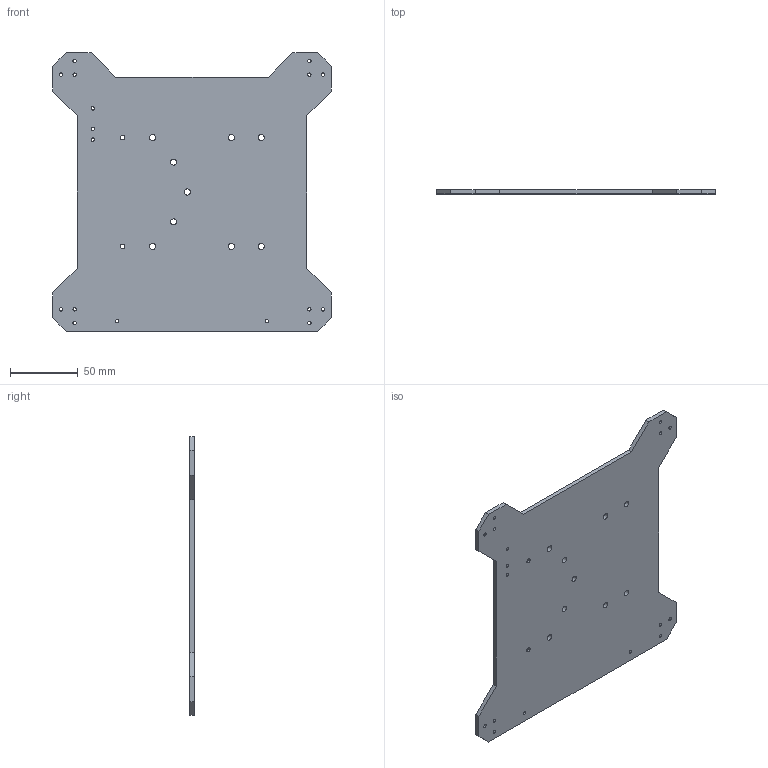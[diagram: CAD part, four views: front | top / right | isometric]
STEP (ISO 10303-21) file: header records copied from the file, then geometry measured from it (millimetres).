
FILE_DESCRIPTION (( 'STEP AP214' ), '1' );
FILE_NAME ('bed_mount_plate_Camellia.STEP', '2015-04-06T16:25:08', ( '' ), ( '' ), 'SwSTEP 2.0', 'SolidWorks 2014', '' );
FILE_SCHEMA (( 'AUTOMOTIVE_DESIGN' ));
Length unit declared in the file: millimetre
Products named in the file (1): bed_mount_plate_Camellia
Bounding box: 205 x 3.17 x 205 mm (x, y, z)
Volume: 109626 mm3; surface area: 72628.1 mm2
Topology: 1 solids, 1 shells, 52 faces, 151 edges, 101 vertices
Faces by surface type: cylinder 28, plane 22, cone 2
Full cylindrical faces by diameter (mm): 2.5 x17, 3.4 x2, 4.5 x9
Entity records: 1842 total; most frequent: DIRECTION 282, CARTESIAN_POINT 269, ORIENTED_EDGE 236, EDGE_LOOP 138, EDGE_CURVE 118, AXIS2_PLACEMENT_3D 111, VERTEX_POINT 98, FACE_OUTER_BOUND 80
